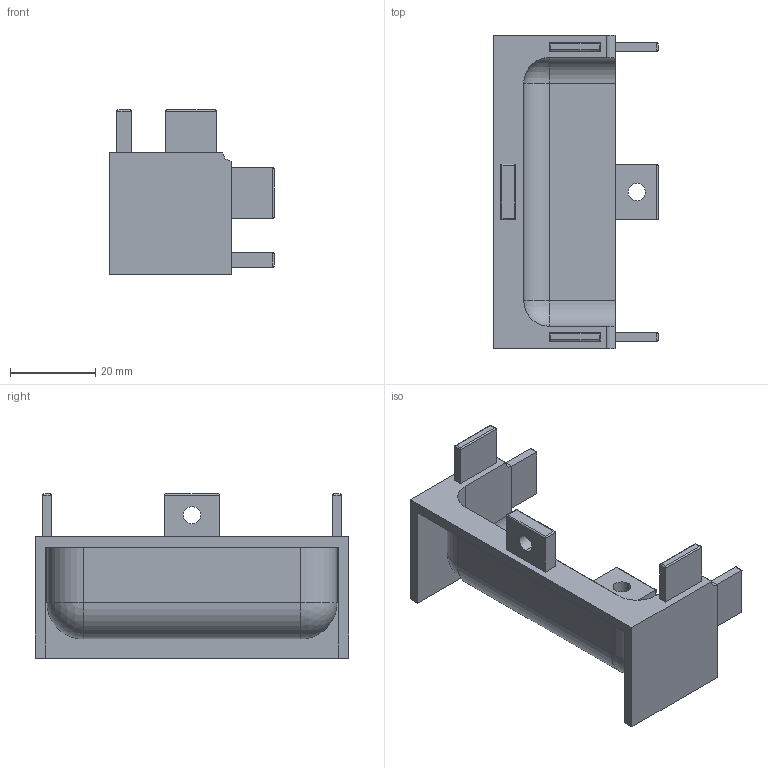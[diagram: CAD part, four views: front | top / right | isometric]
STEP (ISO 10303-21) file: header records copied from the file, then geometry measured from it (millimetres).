
FILE_DESCRIPTION (( 'STEP AP214' ), '1' );
FILE_NAME ('F002305,F002308,F002311,F002314_3D.step', '2022-11-21T18:12:08', ( '' ), ( '' ), 'SwSTEP 2.0', 'SolidWorks 2020', '' );
FILE_SCHEMA (( 'AUTOMOTIVE_DESIGN' ));
Length unit declared in the file: millimetre
Products named in the file (1): F002305,F002308,F002311,F002314_3D
Bounding box: 38.5 x 73.5 x 38.5 mm (x, y, z)
Volume: 16343.5 mm3; surface area: 14093.8 mm2
Topology: 1 solids, 1 shells, 92 faces, 220 edges, 132 vertices
Faces by surface type: plane 48, cylinder 40, sphere 4
Entity records: 2606 total; most frequent: CARTESIAN_POINT 513, ORIENTED_EDGE 432, DIRECTION 410, EDGE_CURVE 216, LINE 160, VECTOR 160, VERTEX_POINT 132, AXIS2_PLACEMENT_3D 125
